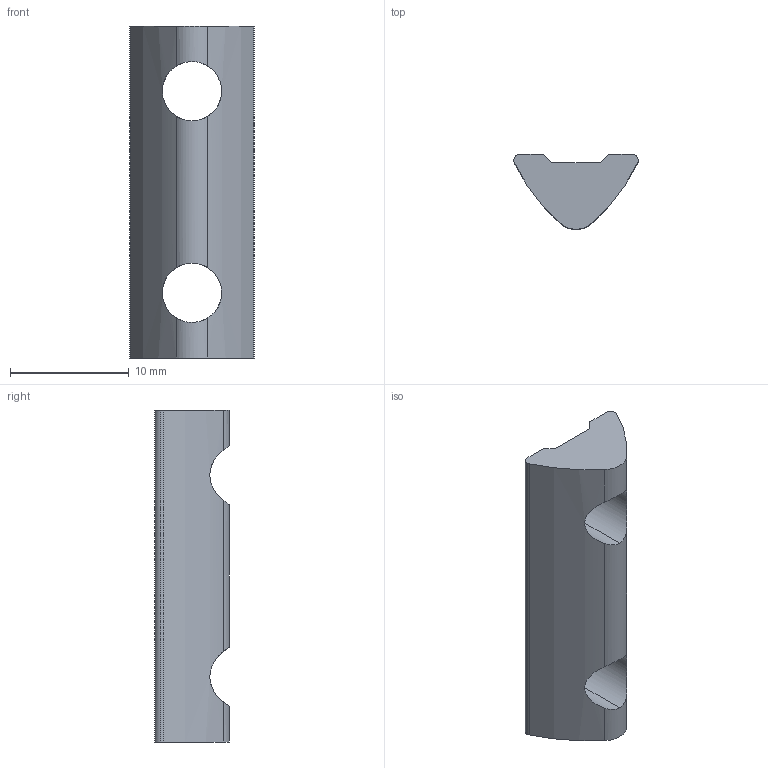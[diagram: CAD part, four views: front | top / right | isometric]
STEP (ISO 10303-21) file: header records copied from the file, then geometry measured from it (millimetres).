
FILE_DESCRIPTION (( 'STEP AP214' ), '1' );
FILE_NAME ('096236d28.STEP', '2014-08-18T07:56:50', ( '' ), ( '' ), 'SwSTEP 2.0', 'SolidWorks 2014', '' );
FILE_SCHEMA (( 'AUTOMOTIVE_DESIGN' ));
Length unit declared in the file: millimetre
Products named in the file (1): 096236d28
Bounding box: 10.5 x 6.3 x 28 mm (x, y, z)
Volume: 941.1 mm3; surface area: 927.2 mm2
Topology: 1 solids, 1 shells, 21 faces, 69 edges, 46 vertices
Faces by surface type: cylinder 12, plane 9
Entity records: 973 total; most frequent: CARTESIAN_POINT 297, ORIENTED_EDGE 138, DIRECTION 117, EDGE_CURVE 69, VERTEX_POINT 46, AXIS2_PLACEMENT_3D 42, VECTOR 33, LINE 33
